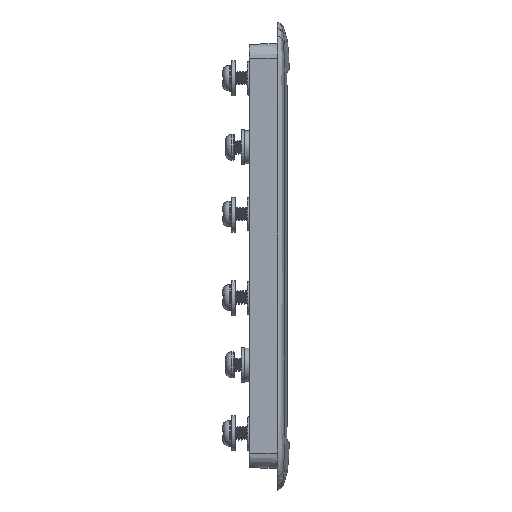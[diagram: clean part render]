
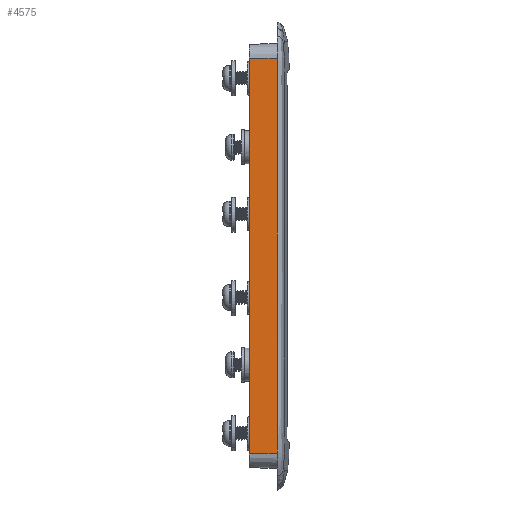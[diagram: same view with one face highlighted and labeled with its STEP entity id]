
A CAD part, left-side view. The second image highlights one B-rep face of the part: STEP entity #4575.
In plain terms, the highlighted planar face has unit normal (-1, 0.022, 0).
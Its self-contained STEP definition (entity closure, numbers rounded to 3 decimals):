
#305=PLANE('',#4965);
#526=FACE_OUTER_BOUND('',#789,.T.);
#789=EDGE_LOOP('',(#4038,#4039,#4040,#4041));
#1366=LINE('',#12867,#1688);
#1526=LINE('',#15169,#1848);
#1533=LINE('',#16274,#1855);
#1534=LINE('',#16276,#1856);
#1688=VECTOR('',#5600,1000.);
#1848=VECTOR('',#5874,1000.);
#1855=VECTOR('',#5893,1000.);
#1856=VECTOR('',#5896,1000.);
#2187=VERTEX_POINT('',#12864);
#2188=VERTEX_POINT('',#12866);
#2320=VERTEX_POINT('',#15166);
#2321=VERTEX_POINT('',#15168);
#2741=EDGE_CURVE('',#2187,#2188,#1366,.T.);
#2964=EDGE_CURVE('',#2320,#2321,#1526,.T.);
#2988=EDGE_CURVE('',#2320,#2188,#1533,.T.);
#2989=EDGE_CURVE('',#2321,#2187,#1534,.T.);
#4038=ORIENTED_EDGE('',*,*,#2964,.F.);
#4039=ORIENTED_EDGE('',*,*,#2988,.T.);
#4040=ORIENTED_EDGE('',*,*,#2741,.F.);
#4041=ORIENTED_EDGE('',*,*,#2989,.F.);
#4575=ADVANCED_FACE('',(#526),#305,.T.);
#4965=AXIS2_PLACEMENT_3D('',#16275,#5894,#5895);
#5600=DIRECTION('',(0.,0.,1.));
#5874=DIRECTION('',(0.,0.,-1.));
#5893=DIRECTION('',(0.022,1.,0.));
#5894=DIRECTION('center_axis',(-1.,0.022,0.));
#5895=DIRECTION('ref_axis',(-0.022,-1.,0.));
#5896=DIRECTION('',(0.022,1.,0.));
#12864=CARTESIAN_POINT('',(-50.915,4.,-28.415));
#12866=CARTESIAN_POINT('',(-50.915,4.,28.415));
#12867=CARTESIAN_POINT('',(-50.915,4.,-28.415));
#15166=CARTESIAN_POINT('',(-51.002,0.,28.415));
#15168=CARTESIAN_POINT('',(-51.002,0.,-28.415));
#15169=CARTESIAN_POINT('',(-51.002,0.,-28.415));
#16274=CARTESIAN_POINT('',(-50.915,4.,28.415));
#16275=CARTESIAN_POINT('Origin',(-50.915,4.,-28.415));
#16276=CARTESIAN_POINT('',(-50.915,4.,-28.415));
